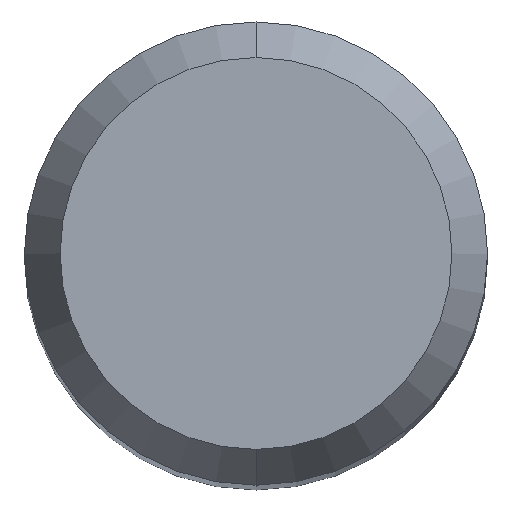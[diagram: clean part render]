
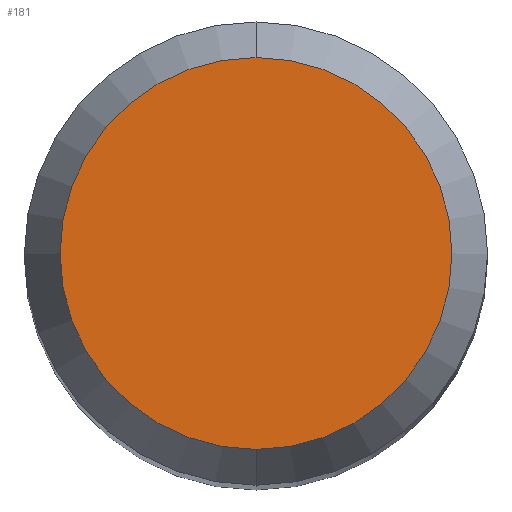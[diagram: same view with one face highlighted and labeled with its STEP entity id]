
A CAD part, top view. The second image highlights one B-rep face of the part: STEP entity #181.
In plain terms, the highlighted planar face has unit normal (0, 0, 1).
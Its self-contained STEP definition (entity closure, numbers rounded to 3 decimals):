
#103=EDGE_CURVE('',#175,#117,#241,.T.);
#117=VERTEX_POINT('',#257);
#151=EDGE_CURVE('',#117,#175,#293,.T.);
#175=VERTEX_POINT('',#319);
#181=ADVANCED_FACE('',(#327),#328,.T.);
#241=CIRCLE('',#386,2.538);
#257=CARTESIAN_POINT('',(0.,-2.538,0.0));
#293=CIRCLE('',#459,2.538);
#319=CARTESIAN_POINT('',(0.0,2.538,0.0));
#327=FACE_OUTER_BOUND('',#495,.T.);
#328=PLANE('',#496);
#386=AXIS2_PLACEMENT_3D('',#558,#559,#560);
#459=AXIS2_PLACEMENT_3D('',#615,#616,#617);
#495=EDGE_LOOP('',(#659,#660));
#496=AXIS2_PLACEMENT_3D('',#661,#662,#663);
#558=CARTESIAN_POINT('',(0.0,0.0,0.0));
#559=DIRECTION('',(0.0,0.0,-1.0));
#560=DIRECTION('',(0.0,1.0,0.0));
#615=CARTESIAN_POINT('',(0.0,0.0,0.0));
#616=DIRECTION('',(0.0,0.0,-1.0));
#617=DIRECTION('',(0.0,1.0,0.0));
#659=ORIENTED_EDGE('',*,*,#103,.F.);
#660=ORIENTED_EDGE('',*,*,#151,.F.);
#661=CARTESIAN_POINT('',(0.0,1.269,0.0));
#662=DIRECTION('',(-0.0,0.0,1.0));
#663=DIRECTION('',(0.0,-1.0,0.0));
